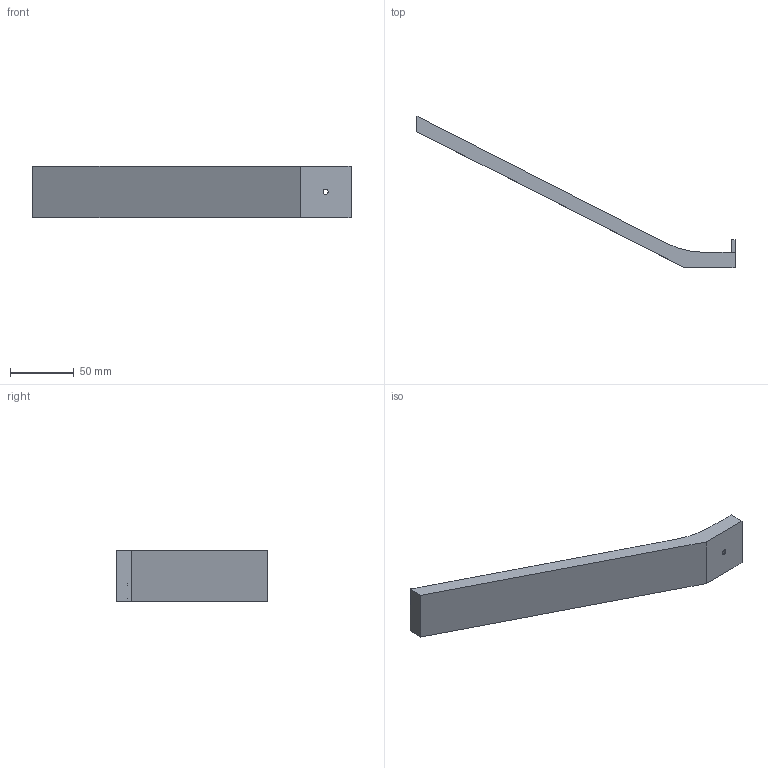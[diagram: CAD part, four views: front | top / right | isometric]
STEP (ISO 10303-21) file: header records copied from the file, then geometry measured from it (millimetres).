
FILE_DESCRIPTION(/* description */ (''),/* implementation_level */ '2;1');
FILE_NAME(/* name */ 'Rampa V2.stp',/* time_stamp */ '2025-01-31T12:48:03-05:00',/* author */ ('sara_'),/* organization */ (''),/* preprocessor_version */ 'ST-DEVELOPER v19.2',/* originating_system */ 'Autodesk Inventor 2024',/* authorisation */ '');
FILE_SCHEMA (('AUTOMOTIVE_DESIGN { 1 0 10303 214 3 1 1 }'));
Length unit declared in the file: millimetre
Products named in the file (1): Rampa V2
Bounding box: 250 x 119 x 40.1 mm (x, y, z)
Volume: 48005.9 mm3; surface area: 34356.6 mm2
Topology: 1 solids, 1 shells, 25 faces, 71 edges, 47 vertices
Faces by surface type: plane 20, cylinder 4, cone 1
Full cylindrical faces by diameter (mm): 4 x1
Entity records: 857 total; most frequent: CARTESIAN_POINT 149, ORIENTED_EDGE 142, DIRECTION 132, EDGE_CURVE 71, LINE 60, VECTOR 60, VERTEX_POINT 47, AXIS2_PLACEMENT_3D 36
